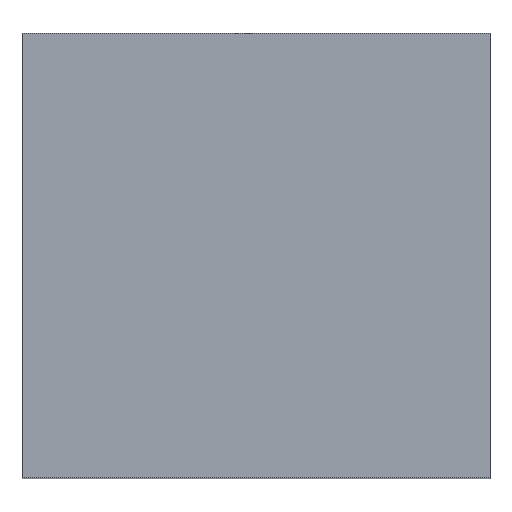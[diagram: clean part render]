
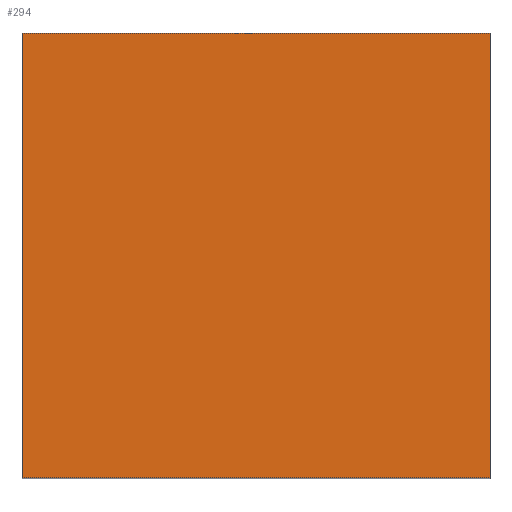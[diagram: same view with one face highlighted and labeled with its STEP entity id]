
A CAD part, top view. The second image highlights one B-rep face of the part: STEP entity #294.
In plain terms, the highlighted planar face has unit normal (0, 0, 1).
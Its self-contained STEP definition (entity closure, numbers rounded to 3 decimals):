
#30=PLANE('',#351);
#48=FACE_OUTER_BOUND('',#72,.T.);
#72=EDGE_LOOP('',(#261,#262,#263,#264));
#79=LINE('',#461,#101);
#86=LINE('',#489,#108);
#92=LINE('',#514,#114);
#95=LINE('',#523,#117);
#101=VECTOR('',#368,10.);
#108=VECTOR('',#399,10.);
#114=VECTOR('',#427,10.);
#117=VECTOR('',#440,10.);
#137=VERTEX_POINT('',#454);
#140=VERTEX_POINT('',#459);
#148=VERTEX_POINT('',#485);
#157=VERTEX_POINT('',#512);
#165=EDGE_CURVE('',#140,#137,#79,.T.);
#179=EDGE_CURVE('',#148,#137,#86,.T.);
#191=EDGE_CURVE('',#157,#140,#92,.T.);
#195=EDGE_CURVE('',#157,#148,#95,.T.);
#261=ORIENTED_EDGE('',*,*,#195,.T.);
#262=ORIENTED_EDGE('',*,*,#179,.T.);
#263=ORIENTED_EDGE('',*,*,#165,.F.);
#264=ORIENTED_EDGE('',*,*,#191,.F.);
#294=ADVANCED_FACE('',(#48),#30,.T.);
#351=AXIS2_PLACEMENT_3D('',#522,#438,#439);
#368=DIRECTION('',(1.,0.,0.));
#399=DIRECTION('',(0.,1.,0.));
#427=DIRECTION('',(0.,1.,0.));
#438=DIRECTION('center_axis',(0.,0.,1.));
#439=DIRECTION('ref_axis',(1.,0.,0.));
#440=DIRECTION('',(1.,0.,0.));
#454=CARTESIAN_POINT('',(5.,9.5,4.75));
#459=CARTESIAN_POINT('',(-5.,9.5,4.75));
#461=CARTESIAN_POINT('',(-5.,9.5,4.75));
#485=CARTESIAN_POINT('',(5.,0.,4.75));
#489=CARTESIAN_POINT('',(5.,0.,4.75));
#512=CARTESIAN_POINT('',(-5.,0.,4.75));
#514=CARTESIAN_POINT('',(-5.,0.,4.75));
#522=CARTESIAN_POINT('Origin',(-5.,0.,4.75));
#523=CARTESIAN_POINT('',(-5.,0.,4.75));
